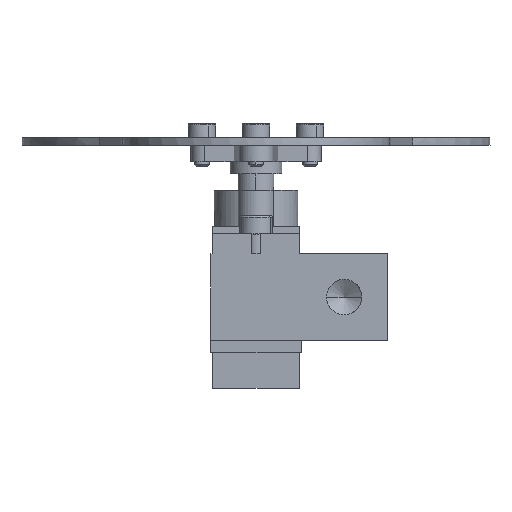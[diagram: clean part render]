
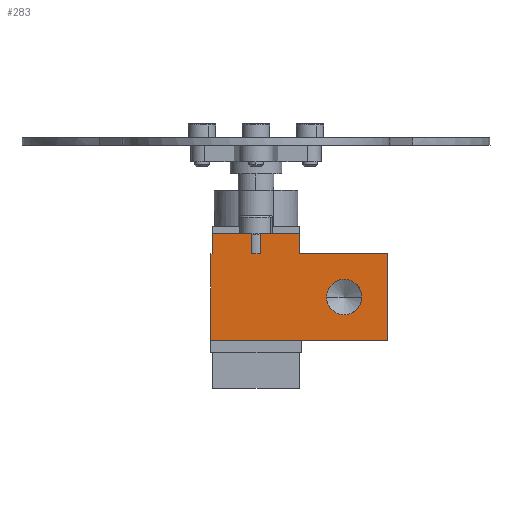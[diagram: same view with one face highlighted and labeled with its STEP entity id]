
A CAD part, front view. The second image highlights one B-rep face of the part: STEP entity #283.
In plain terms, the highlighted planar face has unit normal (0, -1, 0).
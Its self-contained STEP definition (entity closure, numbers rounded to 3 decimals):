
#49=FACE_BOUND('',#894,.T.);
#283=ADVANCED_FACE('',(#571,#49),#4947,.T.);
#571=FACE_OUTER_BOUND('',#893,.T.);
#893=EDGE_LOOP('',(#2231,#2232,#2233,#2234,#2235,#2236,#2237,#2238,#2239,
#2240,#2241,#2242));
#894=EDGE_LOOP('',(#2243,#2244,#2245,#2246));
#2231=ORIENTED_EDGE('',*,*,#2699,.F.);
#2232=ORIENTED_EDGE('',*,*,#3227,.F.);
#2233=ORIENTED_EDGE('',*,*,#2933,.T.);
#2234=ORIENTED_EDGE('',*,*,#3212,.F.);
#2235=ORIENTED_EDGE('',*,*,#2979,.F.);
#2236=ORIENTED_EDGE('',*,*,#2967,.F.);
#2237=ORIENTED_EDGE('',*,*,#2941,.T.);
#2238=ORIENTED_EDGE('',*,*,#3219,.F.);
#2239=ORIENTED_EDGE('',*,*,#2695,.F.);
#2240=ORIENTED_EDGE('',*,*,#2703,.F.);
#2241=ORIENTED_EDGE('',*,*,#2935,.T.);
#2242=ORIENTED_EDGE('',*,*,#3232,.T.);
#2243=ORIENTED_EDGE('',*,*,#2963,.T.);
#2244=ORIENTED_EDGE('',*,*,#2962,.T.);
#2245=ORIENTED_EDGE('',*,*,#2961,.T.);
#2246=ORIENTED_EDGE('',*,*,#3306,.T.);
#2695=EDGE_CURVE('',#4252,#4253,#3780,.T.);
#2699=EDGE_CURVE('',#4256,#4257,#3784,.T.);
#2703=EDGE_CURVE('',#4258,#4252,#3788,.T.);
#2933=EDGE_CURVE('',#4428,#4430,#3885,.T.);
#2935=EDGE_CURVE('',#4258,#4431,#3887,.T.);
#2941=EDGE_CURVE('',#4438,#4437,#3893,.T.);
#2961=EDGE_CURVE('',#4454,#4650,#3567,.T.);
#2962=EDGE_CURVE('',#4456,#4454,#3568,.T.);
#2963=EDGE_CURVE('',#4455,#4456,#3569,.T.);
#2967=EDGE_CURVE('',#4438,#4458,#3907,.T.);
#2979=EDGE_CURVE('',#4458,#4464,#3919,.T.);
#3212=EDGE_CURVE('',#4464,#4430,#4061,.T.);
#3219=EDGE_CURVE('',#4253,#4437,#4068,.T.);
#3227=EDGE_CURVE('',#4428,#4256,#4076,.T.);
#3232=EDGE_CURVE('',#4431,#4257,#4081,.T.);
#3306=EDGE_CURVE('',#4650,#4455,#3696,.T.);
#3567=(
BOUNDED_CURVE()
B_SPLINE_CURVE(2,(#9716,#9717,#9718),.UNSPECIFIED.,.F.,.F.)
B_SPLINE_CURVE_WITH_KNOTS((3,3),(-7.724,-3.862),
 .UNSPECIFIED.)
CURVE()
GEOMETRIC_REPRESENTATION_ITEM()
RATIONAL_B_SPLINE_CURVE((1.,0.707,1.))
REPRESENTATION_ITEM('')
);
#3568=(
BOUNDED_CURVE()
B_SPLINE_CURVE(2,(#9719,#9720,#9721),.UNSPECIFIED.,.F.,.F.)
B_SPLINE_CURVE_WITH_KNOTS((3,3),(-3.862,0.),.UNSPECIFIED.)
CURVE()
GEOMETRIC_REPRESENTATION_ITEM()
RATIONAL_B_SPLINE_CURVE((1.,0.707,1.))
REPRESENTATION_ITEM('')
);
#3569=(
BOUNDED_CURVE()
B_SPLINE_CURVE(2,(#9722,#9723,#9724),.UNSPECIFIED.,.F.,.F.)
B_SPLINE_CURVE_WITH_KNOTS((3,3),(-7.724,-3.862),
 .UNSPECIFIED.)
CURVE()
GEOMETRIC_REPRESENTATION_ITEM()
RATIONAL_B_SPLINE_CURVE((1.,0.707,1.))
REPRESENTATION_ITEM('')
);
#3696=(
BOUNDED_CURVE()
B_SPLINE_CURVE(2,(#10723,#10724,#10725),.UNSPECIFIED.,.F.,.F.)
B_SPLINE_CURVE_WITH_KNOTS((3,3),(-3.862,0.),.UNSPECIFIED.)
CURVE()
GEOMETRIC_REPRESENTATION_ITEM()
RATIONAL_B_SPLINE_CURVE((1.,0.707,1.))
REPRESENTATION_ITEM('')
);
#3780=B_SPLINE_CURVE_WITH_KNOTS('',1,(#8968,#8969),.UNSPECIFIED.,.F.,.F.,
(2,2),(0.,5.4),.UNSPECIFIED.);
#3784=B_SPLINE_CURVE_WITH_KNOTS('',1,(#8976,#8977),.UNSPECIFIED.,.F.,.F.,
(2,2),(0.,5.4),.UNSPECIFIED.);
#3788=B_SPLINE_CURVE_WITH_KNOTS('',1,(#9004,#9005),.UNSPECIFIED.,.F.,.F.,
(2,2),(0.,2.8),.UNSPECIFIED.);
#3885=B_SPLINE_CURVE_WITH_KNOTS('',1,(#9643,#9644),.UNSPECIFIED.,.F.,.F.,
(2,2),(-0.25,0.),.UNSPECIFIED.);
#3887=B_SPLINE_CURVE_WITH_KNOTS('',1,(#9647,#9648),.UNSPECIFIED.,.F.,.F.,
(2,2),(-1.2,0.),.UNSPECIFIED.);
#3893=B_SPLINE_CURVE_WITH_KNOTS('',1,(#9659,#9660),.UNSPECIFIED.,.F.,.F.,
(2,2),(-12.25,0.),.UNSPECIFIED.);
#3907=B_SPLINE_CURVE_WITH_KNOTS('',1,(#9733,#9734),.UNSPECIFIED.,.F.,.F.,
(2,2),(0.,12.),.UNSPECIFIED.);
#3919=B_SPLINE_CURVE_WITH_KNOTS('',1,(#9757,#9758),.UNSPECIFIED.,.F.,.F.,
(2,2),(0.,24.5),.UNSPECIFIED.);
#4061=B_SPLINE_CURVE_WITH_KNOTS('',1,(#10418,#10419),.UNSPECIFIED.,.F.,
 .F.,(2,2),(0.,12.),.UNSPECIFIED.);
#4068=B_SPLINE_CURVE_WITH_KNOTS('',1,(#10432,#10433),.UNSPECIFIED.,.F.,
 .F.,(2,2),(0.,2.8),.UNSPECIFIED.);
#4076=B_SPLINE_CURVE_WITH_KNOTS('',1,(#10448,#10449),.UNSPECIFIED.,.F.,
 .F.,(2,2),(0.,2.8),.UNSPECIFIED.);
#4081=B_SPLINE_CURVE_WITH_KNOTS('',1,(#10458,#10459),.UNSPECIFIED.,.F.,
 .F.,(2,2),(0.,2.8),.UNSPECIFIED.);
#4252=VERTEX_POINT('',#7770);
#4253=VERTEX_POINT('',#7771);
#4256=VERTEX_POINT('',#7774);
#4257=VERTEX_POINT('',#7775);
#4258=VERTEX_POINT('',#7776);
#4428=VERTEX_POINT('',#7946);
#4430=VERTEX_POINT('',#7948);
#4431=VERTEX_POINT('',#7949);
#4437=VERTEX_POINT('',#7955);
#4438=VERTEX_POINT('',#7956);
#4454=VERTEX_POINT('',#7972);
#4455=VERTEX_POINT('',#7973);
#4456=VERTEX_POINT('',#7974);
#4458=VERTEX_POINT('',#7976);
#4464=VERTEX_POINT('',#7982);
#4650=VERTEX_POINT('',#8168);
#4947=PLANE('',#5166);
#5166=AXIS2_PLACEMENT_3D('',#7483,#5400,$);
#5400=DIRECTION('',(0.,-1.,0.));
#7483=CARTESIAN_POINT('',(20.82,-59.6,23.1));
#7770=CARTESIAN_POINT('',(0.6,-59.6,21.5));
#7771=CARTESIAN_POINT('',(6.,-59.6,21.5));
#7774=CARTESIAN_POINT('',(-6.,-59.6,21.5));
#7775=CARTESIAN_POINT('',(-0.6,-59.6,21.5));
#7776=CARTESIAN_POINT('',(0.6,-59.6,18.7));
#7946=CARTESIAN_POINT('',(-6.,-59.6,18.7));
#7948=CARTESIAN_POINT('',(-6.25,-59.6,18.7));
#7949=CARTESIAN_POINT('',(-0.6,-59.6,18.7));
#7955=CARTESIAN_POINT('',(6.,-59.6,18.7));
#7956=CARTESIAN_POINT('',(18.25,-59.6,18.7));
#7972=CARTESIAN_POINT('',(12.25,-59.6,10.242));
#7973=CARTESIAN_POINT('',(12.25,-59.6,15.159));
#7974=CARTESIAN_POINT('',(14.708,-59.6,12.7));
#7976=CARTESIAN_POINT('',(18.25,-59.6,6.7));
#7982=CARTESIAN_POINT('',(-6.25,-59.6,6.7));
#8168=CARTESIAN_POINT('',(9.791,-59.6,12.7));
#8968=CARTESIAN_POINT('',(0.6,-59.6,21.5));
#8969=CARTESIAN_POINT('',(6.,-59.6,21.5));
#8976=CARTESIAN_POINT('',(-6.,-59.6,21.5));
#8977=CARTESIAN_POINT('',(-0.6,-59.6,21.5));
#9004=CARTESIAN_POINT('',(0.6,-59.6,18.7));
#9005=CARTESIAN_POINT('',(0.6,-59.6,21.5));
#9643=CARTESIAN_POINT('',(-6.,-59.6,18.7));
#9644=CARTESIAN_POINT('',(-6.25,-59.6,18.7));
#9647=CARTESIAN_POINT('',(0.6,-59.6,18.7));
#9648=CARTESIAN_POINT('',(-0.6,-59.6,18.7));
#9659=CARTESIAN_POINT('',(18.25,-59.6,18.7));
#9660=CARTESIAN_POINT('',(6.,-59.6,18.7));
#9716=CARTESIAN_POINT('',(12.25,-59.6,10.242));
#9717=CARTESIAN_POINT('',(9.791,-59.6,10.242));
#9718=CARTESIAN_POINT('',(9.791,-59.6,12.7));
#9719=CARTESIAN_POINT('',(14.708,-59.6,12.7));
#9720=CARTESIAN_POINT('',(14.708,-59.6,10.242));
#9721=CARTESIAN_POINT('',(12.25,-59.6,10.242));
#9722=CARTESIAN_POINT('',(12.25,-59.6,15.159));
#9723=CARTESIAN_POINT('',(14.708,-59.6,15.159));
#9724=CARTESIAN_POINT('',(14.708,-59.6,12.7));
#9733=CARTESIAN_POINT('',(18.25,-59.6,18.7));
#9734=CARTESIAN_POINT('',(18.25,-59.6,6.7));
#9757=CARTESIAN_POINT('',(18.25,-59.6,6.7));
#9758=CARTESIAN_POINT('',(-6.25,-59.6,6.7));
#10418=CARTESIAN_POINT('',(-6.25,-59.6,6.7));
#10419=CARTESIAN_POINT('',(-6.25,-59.6,18.7));
#10432=CARTESIAN_POINT('',(6.,-59.6,21.5));
#10433=CARTESIAN_POINT('',(6.,-59.6,18.7));
#10448=CARTESIAN_POINT('',(-6.,-59.6,18.7));
#10449=CARTESIAN_POINT('',(-6.,-59.6,21.5));
#10458=CARTESIAN_POINT('',(-0.6,-59.6,18.7));
#10459=CARTESIAN_POINT('',(-0.6,-59.6,21.5));
#10723=CARTESIAN_POINT('',(9.791,-59.6,12.7));
#10724=CARTESIAN_POINT('',(9.791,-59.6,15.159));
#10725=CARTESIAN_POINT('',(12.25,-59.6,15.159));
